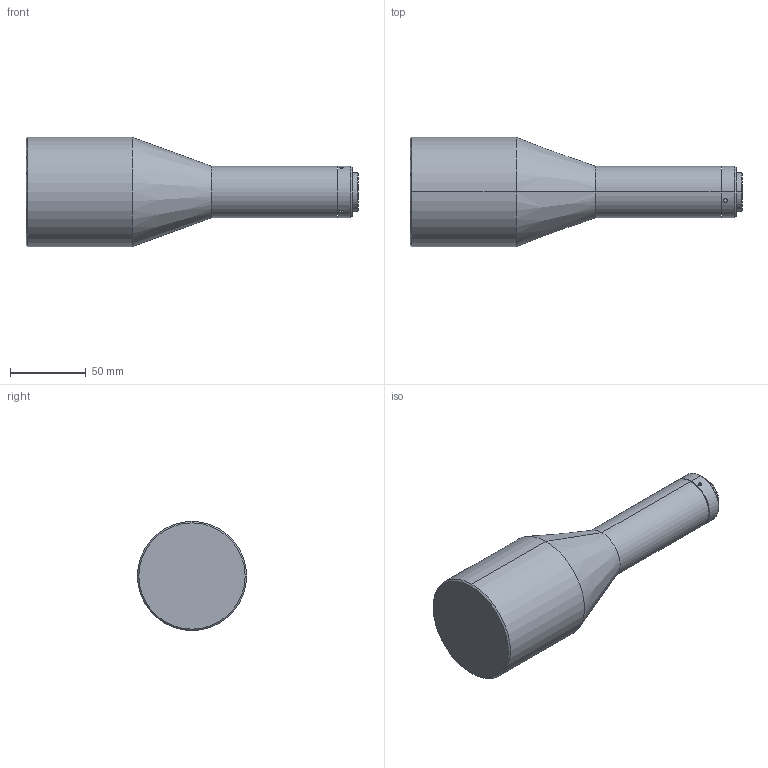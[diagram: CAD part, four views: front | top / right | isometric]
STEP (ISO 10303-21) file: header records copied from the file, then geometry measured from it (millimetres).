
FILE_DESCRIPTION (( 'STEP AP203' ), '1' );
FILE_NAME ('WWK0367-220-110.STEP', '2019-12-03T06:10:01', ( 'Windows 蚚誧' ), ( '' ), 'SwSTEP 2.0', 'SolidWorks 2017', '' );
FILE_SCHEMA (( 'CONFIG_CONTROL_DESIGN' ));
Length unit declared in the file: millimetre
Products named in the file (1): WWK0367-220-110
Bounding box: 218.8 x 72 x 72 mm (x, y, z)
Volume: 490796.2 mm3; surface area: 40938.4 mm2
Topology: 1 solids, 1 shells, 35 faces, 74 edges, 41 vertices
Faces by surface type: cylinder 16, cone 14, plane 5
Entity records: 1057 total; most frequent: CARTESIAN_POINT 247, DIRECTION 166, ORIENTED_EDGE 136, AXIS2_PLACEMENT_3D 68, EDGE_CURVE 68, VERTEX_POINT 41, EDGE_LOOP 41, ADVANCED_FACE 35
